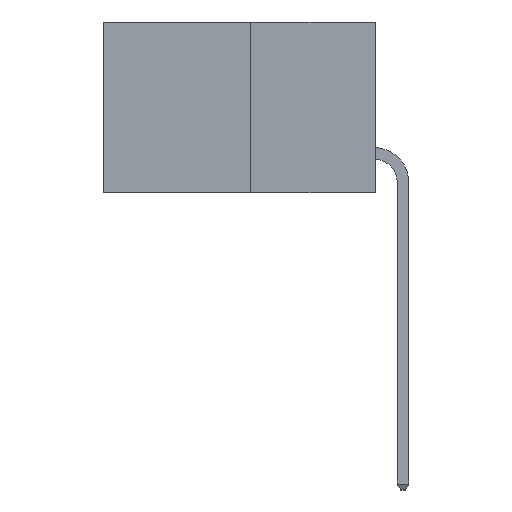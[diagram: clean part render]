
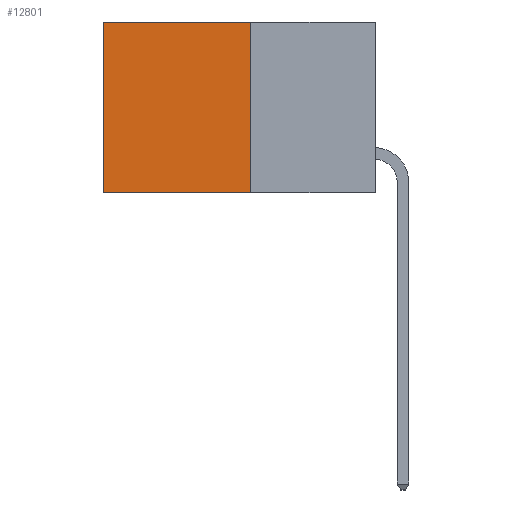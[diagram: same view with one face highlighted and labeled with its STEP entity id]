
A CAD part, left-side view. The second image highlights one B-rep face of the part: STEP entity #12801.
In plain terms, the highlighted planar face has unit normal (-1, 0, 0).
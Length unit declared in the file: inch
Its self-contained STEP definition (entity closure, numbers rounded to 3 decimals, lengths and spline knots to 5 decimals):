
#100 = DIRECTION ( 'NONE',  ( 0., 1., 0. ) ) ;
#1334 = VECTOR ( 'NONE', #4058, 39.37008 ) ;
#2187 = VECTOR ( 'NONE', #16783, 39.37008 ) ;
#2747 = LINE ( 'NONE', #7862, #2187 ) ;
#3052 = CARTESIAN_POINT ( 'NONE',  ( 0.277, 0.27, -0.37 ) ) ;
#3337 = LINE ( 'NONE', #3052, #16874 ) ;
#3453 = VERTEX_POINT ( 'NONE', #5221 ) ;
#3969 = DIRECTION ( 'NONE',  ( 1., 0., 0. ) ) ;
#4058 = DIRECTION ( 'NONE',  ( 0., 0., -1. ) ) ;
#4146 = LINE ( 'NONE', #12546, #12421 ) ;
#4512 = CARTESIAN_POINT ( 'NONE',  ( 0.277, 0.59, -0.37 ) ) ;
#5221 = CARTESIAN_POINT ( 'NONE',  ( 0.277, 0.27, -0.37 ) ) ;
#6735 = VERTEX_POINT ( 'NONE', #4512 ) ;
#7491 = ORIENTED_EDGE ( 'NONE', *, *, #14095, .F. ) ;
#7862 = CARTESIAN_POINT ( 'NONE',  ( 0.277, 0.27, 0. ) ) ;
#10763 = CARTESIAN_POINT ( 'NONE',  ( 0.277, 0.27, 0. ) ) ;
#11941 = DIRECTION ( 'NONE',  ( 0., 0., -1. ) ) ;
#12254 = EDGE_CURVE ( 'NONE', #3453, #6735, #4146, .T. ) ;
#12421 = VECTOR ( 'NONE', #100, 39.37008 ) ;
#12498 = AXIS2_PLACEMENT_3D ( 'NONE', #12761, #3969, #16314 ) ;
#12546 = CARTESIAN_POINT ( 'NONE',  ( 0.277, 0.27, -0.37 ) ) ;
#12761 = CARTESIAN_POINT ( 'NONE',  ( 0.277, 0.27, -0.37 ) ) ;
#12801 = ADVANCED_FACE ( 'NONE', ( #17925 ), #14546, .F. ) ;
#12846 = CARTESIAN_POINT ( 'NONE',  ( 0.277, 0.59, -0.37 ) ) ;
#14095 = EDGE_CURVE ( 'NONE', #17002, #3453, #3337, .T. ) ;
#14416 = EDGE_CURVE ( 'NONE', #17217, #6735, #19063, .T. ) ;
#14539 = EDGE_CURVE ( 'NONE', #17002, #17217, #2747, .T. ) ;
#14546 = PLANE ( 'NONE',  #12498 ) ;
#15013 = ORIENTED_EDGE ( 'NONE', *, *, #14539, .T. ) ;
#16314 = DIRECTION ( 'NONE',  ( 0., 0., -1. ) ) ;
#16783 = DIRECTION ( 'NONE',  ( 0., 1., 0. ) ) ;
#16874 = VECTOR ( 'NONE', #11941, 39.37008 ) ;
#17002 = VERTEX_POINT ( 'NONE', #10763 ) ;
#17217 = VERTEX_POINT ( 'NONE', #21873 ) ;
#17925 = FACE_OUTER_BOUND ( 'NONE', #22814, .T. ) ;
#19063 = LINE ( 'NONE', #12846, #1334 ) ;
#21746 = ORIENTED_EDGE ( 'NONE', *, *, #12254, .F. ) ;
#21873 = CARTESIAN_POINT ( 'NONE',  ( 0.277, 0.59, 0. ) ) ;
#22378 = ORIENTED_EDGE ( 'NONE', *, *, #14416, .T. ) ;
#22814 = EDGE_LOOP ( 'NONE', ( #22378, #21746, #7491, #15013 ) ) ;
